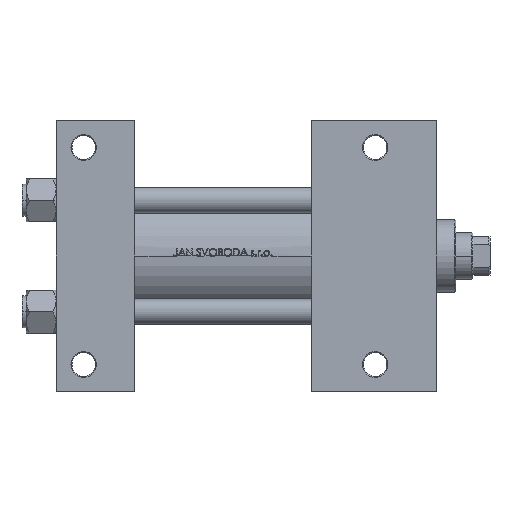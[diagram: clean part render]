
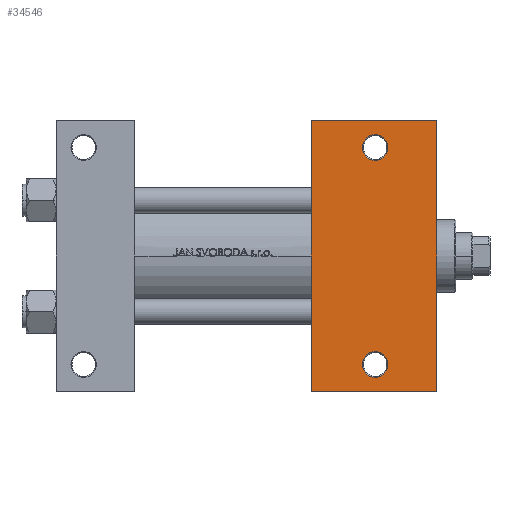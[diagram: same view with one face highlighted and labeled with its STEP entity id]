
A CAD part, front view. The second image highlights one B-rep face of the part: STEP entity #34546.
In plain terms, the highlighted face is planar.
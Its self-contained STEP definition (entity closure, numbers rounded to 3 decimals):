
#14 = VERTEX_POINT ( 'NONE', #5210 ) ;
#200 = ORIENTED_EDGE ( 'NONE', *, *, #23170, .T. ) ;
#439 = EDGE_CURVE ( 'NONE', #22518, #14277, #15131, .T. ) ;
#675 = CARTESIAN_POINT ( 'NONE',  ( 156., -51., -37.5 ) ) ;
#1666 = AXIS2_PLACEMENT_3D ( 'NONE', #26163, #6991, #33632 ) ;
#1898 = CIRCLE ( 'NONE', #32118, 5.999 ) ;
#2497 = DIRECTION ( 'NONE',  ( -1., 0., 0. ) ) ;
#2933 = CARTESIAN_POINT ( 'NONE',  ( 150., 51., -37.5 ) ) ;
#2995 = CIRCLE ( 'NONE', #26860, 5.999 ) ;
#4242 = ORIENTED_EDGE ( 'NONE', *, *, #48746, .T. ) ;
#5074 = ORIENTED_EDGE ( 'NONE', *, *, #20043, .T. ) ;
#5210 = CARTESIAN_POINT ( 'NONE',  ( 144.001, -51., -37.5 ) ) ;
#5318 = VECTOR ( 'NONE', #30562, 1000. ) ;
#5405 = EDGE_LOOP ( 'NONE', ( #44982, #10835, #42709, #7089 ) ) ;
#6227 = CARTESIAN_POINT ( 'NONE',  ( 150., 51., -37.5 ) ) ;
#6991 = DIRECTION ( 'NONE',  ( 0., 0., -1. ) ) ;
#7089 = ORIENTED_EDGE ( 'NONE', *, *, #439, .T. ) ;
#8584 = EDGE_LOOP ( 'NONE', ( #4242, #47901 ) ) ;
#10548 = CARTESIAN_POINT ( 'NONE',  ( 144.001, 51., -37.5 ) ) ;
#10741 = FACE_OUTER_BOUND ( 'NONE', #5405, .T. ) ;
#10835 = ORIENTED_EDGE ( 'NONE', *, *, #40057, .T. ) ;
#10851 = DIRECTION ( 'NONE',  ( 0., -1., 0. ) ) ;
#13835 = DIRECTION ( 'NONE',  ( 0., -1., 0. ) ) ;
#13953 = DIRECTION ( 'NONE',  ( 0., 0., 1. ) ) ;
#14277 = VERTEX_POINT ( 'NONE', #45592 ) ;
#14543 = VERTEX_POINT ( 'NONE', #22373 ) ;
#15061 = DIRECTION ( 'NONE',  ( 0., 0., 1. ) ) ;
#15131 = LINE ( 'NONE', #15378, #5318 ) ;
#15378 = CARTESIAN_POINT ( 'NONE',  ( 120., -63.5, -37.5 ) ) ;
#17660 = EDGE_CURVE ( 'NONE', #14543, #22518, #48668, .T. ) ;
#18933 = FACE_BOUND ( 'NONE', #8584, .T. ) ;
#20043 = EDGE_CURVE ( 'NONE', #41619, #37054, #41877, .T. ) ;
#21076 = CARTESIAN_POINT ( 'NONE',  ( 120., 37.5, -37.5 ) ) ;
#22106 = CARTESIAN_POINT ( 'NONE',  ( 150., -51., -37.5 ) ) ;
#22244 = AXIS2_PLACEMENT_3D ( 'NONE', #22106, #37317, #48763 ) ;
#22373 = CARTESIAN_POINT ( 'NONE',  ( 179., 63.5, -37.5 ) ) ;
#22423 = FACE_BOUND ( 'NONE', #49167, .T. ) ;
#22518 = VERTEX_POINT ( 'NONE', #47996 ) ;
#23170 = EDGE_CURVE ( 'NONE', #37054, #41619, #2995, .T. ) ;
#24417 = VECTOR ( 'NONE', #13835, 1000. ) ;
#25420 = CIRCLE ( 'NONE', #22244, 5.999 ) ;
#26163 = CARTESIAN_POINT ( 'NONE',  ( 179., 37.5, -37.5 ) ) ;
#26860 = AXIS2_PLACEMENT_3D ( 'NONE', #6227, #13953, #2497 ) ;
#27951 = VERTEX_POINT ( 'NONE', #45818 ) ;
#28034 = EDGE_CURVE ( 'NONE', #27951, #14277, #48209, .T. ) ;
#29338 = DIRECTION ( 'NONE',  ( 0., 0., 1. ) ) ;
#30248 = DIRECTION ( 'NONE',  ( -1., 0., 0. ) ) ;
#30390 = CARTESIAN_POINT ( 'NONE',  ( 156., 51., -37.5 ) ) ;
#30562 = DIRECTION ( 'NONE',  ( -1., 0., 0. ) ) ;
#31054 = LINE ( 'NONE', #43020, #40809 ) ;
#32118 = AXIS2_PLACEMENT_3D ( 'NONE', #49164, #15061, #30248 ) ;
#33441 = VERTEX_POINT ( 'NONE', #675 ) ;
#33632 = DIRECTION ( 'NONE',  ( -1., 0., 0. ) ) ;
#34546 = ADVANCED_FACE ( 'NONE', ( #22423, #18933, #10741 ), #45093, .T. ) ;
#37054 = VERTEX_POINT ( 'NONE', #30390 ) ;
#37317 = DIRECTION ( 'NONE',  ( 0., 0., 1. ) ) ;
#38536 = DIRECTION ( 'NONE',  ( 1., 0., 0. ) ) ;
#40057 = EDGE_CURVE ( 'NONE', #27951, #14543, #31054, .T. ) ;
#40323 = DIRECTION ( 'NONE',  ( -1., 0., 0. ) ) ;
#40809 = VECTOR ( 'NONE', #38536, 1000. ) ;
#41398 = EDGE_CURVE ( 'NONE', #33441, #14, #1898, .T. ) ;
#41619 = VERTEX_POINT ( 'NONE', #10548 ) ;
#41877 = CIRCLE ( 'NONE', #48229, 5.999 ) ;
#42709 = ORIENTED_EDGE ( 'NONE', *, *, #17660, .T. ) ;
#43020 = CARTESIAN_POINT ( 'NONE',  ( 120., 63.5, -37.5 ) ) ;
#44929 = CARTESIAN_POINT ( 'NONE',  ( 179., 37.5, -37.5 ) ) ;
#44982 = ORIENTED_EDGE ( 'NONE', *, *, #28034, .F. ) ;
#45093 = PLANE ( 'NONE',  #1666 ) ;
#45592 = CARTESIAN_POINT ( 'NONE',  ( 120., -63.5, -37.5 ) ) ;
#45818 = CARTESIAN_POINT ( 'NONE',  ( 120., 63.5, -37.5 ) ) ;
#46890 = VECTOR ( 'NONE', #10851, 1000. ) ;
#47901 = ORIENTED_EDGE ( 'NONE', *, *, #41398, .T. ) ;
#47996 = CARTESIAN_POINT ( 'NONE',  ( 179., -63.5, -37.5 ) ) ;
#48209 = LINE ( 'NONE', #21076, #46890 ) ;
#48229 = AXIS2_PLACEMENT_3D ( 'NONE', #2933, #29338, #40323 ) ;
#48668 = LINE ( 'NONE', #44929, #24417 ) ;
#48746 = EDGE_CURVE ( 'NONE', #14, #33441, #25420, .T. ) ;
#48763 = DIRECTION ( 'NONE',  ( -1., 0., 0. ) ) ;
#49164 = CARTESIAN_POINT ( 'NONE',  ( 150., -51., -37.5 ) ) ;
#49167 = EDGE_LOOP ( 'NONE', ( #5074, #200 ) ) ;
